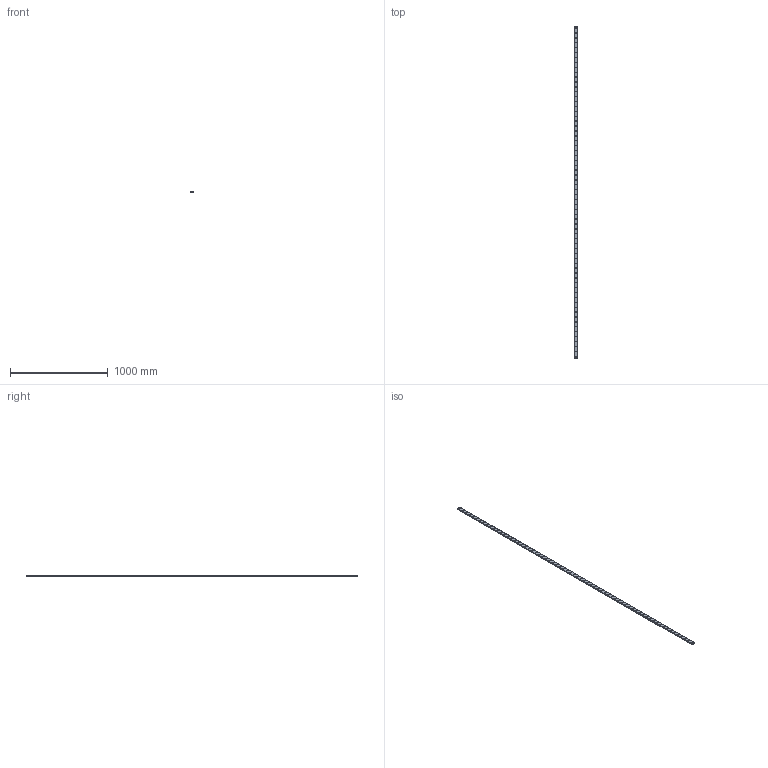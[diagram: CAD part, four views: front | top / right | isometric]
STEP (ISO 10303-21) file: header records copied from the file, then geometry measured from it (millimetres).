
FILE_DESCRIPTION(('STEP AP214'),'1');
FILE_NAME('cctmp_F46832A5-864E-4DCE-8A26-06B84E009FF6_2021_03_03_12_36_38_0680..stp','2021-03-03T11:36:39',('HIWIN GmbH'),('CADClick - www.CADClick.com'),'Spatial InterOp 3D',' ','unknown authorization');
FILE_SCHEMA(('AUTOMOTIVE_DESIGN'));
Length unit declared in the file: millimetre
Products named in the file (1): WER21R3390H_FILE
Bounding box: 37 x 3390 x 11 mm (x, y, z)
Volume: 1256153 mm3; surface area: 366795.1 mm2
Topology: 1 solids, 1 shells, 1327 faces, 2739 edges, 1826 vertices
Faces by surface type: cylinder 834, plane 493
Entity records: 46581 total; most frequent: DIRECTION 7063, CARTESIAN_POINT 5893, ORIENTED_EDGE 5478, AXIS2_PLACEMENT_3D 2996, EDGE_CURVE 2739, VERTEX_POINT 1826, EDGE_LOOP 1739, CIRCLE 1668
